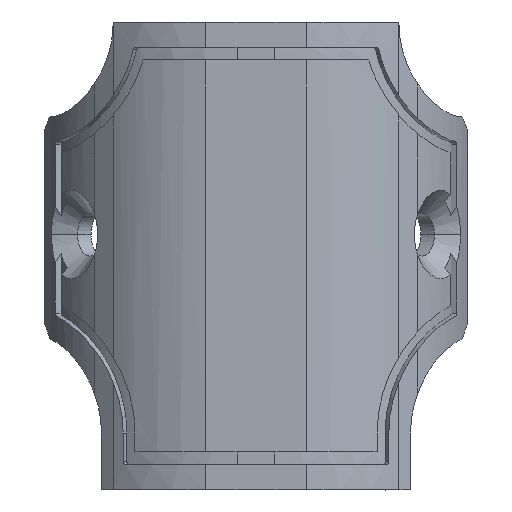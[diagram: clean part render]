
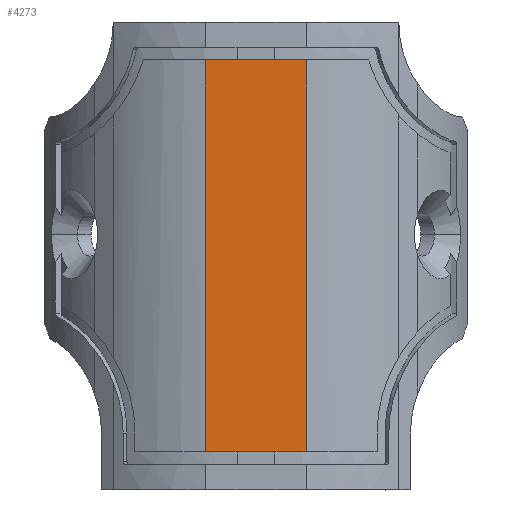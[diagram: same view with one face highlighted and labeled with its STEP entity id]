
A CAD part, top view. The second image highlights one B-rep face of the part: STEP entity #4273.
In plain terms, the highlighted planar face has unit normal (0, 0, 1).
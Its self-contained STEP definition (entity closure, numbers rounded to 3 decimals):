
#50 = CARTESIAN_POINT ( 'NONE',  ( -1.5, 15.5, 2.803 ) ) ;
#119 = CARTESIAN_POINT ( 'NONE',  ( 1.5, 15.5, 2.803 ) ) ;
#158 = EDGE_CURVE ( 'NONE', #4866, #823, #2153, .T. ) ;
#169 = CARTESIAN_POINT ( 'NONE',  ( -8.49, 15.5, 2.803 ) ) ;
#222 = FACE_OUTER_BOUND ( 'NONE', #2859, .T. ) ;
#272 = VECTOR ( 'NONE', #4912, 1000. ) ;
#295 = DIRECTION ( 'NONE',  ( -1., 0., 0. ) ) ;
#341 = VECTOR ( 'NONE', #2103, 1000. ) ;
#359 = EDGE_CURVE ( 'NONE', #4866, #2988, #3789, .T. ) ;
#434 = CARTESIAN_POINT ( 'NONE',  ( -4., -15.5, 2.803 ) ) ;
#495 = CARTESIAN_POINT ( 'NONE',  ( -9.168, -15.5, 2.803 ) ) ;
#608 = LINE ( 'NONE', #1876, #4225 ) ;
#699 = VERTEX_POINT ( 'NONE', #2704 ) ;
#731 = VERTEX_POINT ( 'NONE', #434 ) ;
#783 = LINE ( 'NONE', #4491, #4128 ) ;
#823 = VERTEX_POINT ( 'NONE', #2621 ) ;
#825 = DIRECTION ( 'NONE',  ( -1., 0., 0. ) ) ;
#957 = CARTESIAN_POINT ( 'NONE',  ( 1.5, -15.5, 2.803 ) ) ;
#1062 = CARTESIAN_POINT ( 'NONE',  ( -4., -18.508, 2.803 ) ) ;
#1146 = DIRECTION ( 'NONE',  ( -1., 0., 0. ) ) ;
#1298 = EDGE_CURVE ( 'NONE', #1695, #823, #783, .T. ) ;
#1382 = LINE ( 'NONE', #1062, #2778 ) ;
#1544 = CARTESIAN_POINT ( 'NONE',  ( 4., -15.5, 2.803 ) ) ;
#1658 = CARTESIAN_POINT ( 'NONE',  ( 1.5, 15.5, 2.803 ) ) ;
#1695 = VERTEX_POINT ( 'NONE', #1544 ) ;
#1775 = DIRECTION ( 'NONE',  ( -1., 0., 0. ) ) ;
#1876 = CARTESIAN_POINT ( 'NONE',  ( -1.5, -15.5, 2.803 ) ) ;
#1907 = DIRECTION ( 'NONE',  ( 0., 0., -1. ) ) ;
#2103 = DIRECTION ( 'NONE',  ( -1., 0., 0. ) ) ;
#2116 = VECTOR ( 'NONE', #1146, 1000. ) ;
#2153 = LINE ( 'NONE', #1658, #272 ) ;
#2289 = VECTOR ( 'NONE', #1775, 1000. ) ;
#2558 = CARTESIAN_POINT ( 'NONE',  ( -1.5, 15.5, 2.803 ) ) ;
#2621 = CARTESIAN_POINT ( 'NONE',  ( 4., 15.5, 2.803 ) ) ;
#2704 = CARTESIAN_POINT ( 'NONE',  ( -4., 15.5, 2.803 ) ) ;
#2778 = VECTOR ( 'NONE', #4237, 1000. ) ;
#2806 = EDGE_CURVE ( 'NONE', #731, #699, #1382, .T. ) ;
#2856 = LINE ( 'NONE', #4762, #2116 ) ;
#2859 = EDGE_LOOP ( 'NONE', ( #4048, #3965, #4725, #5162, #4989, #4548, #5182, #4692 ) ) ;
#2987 = EDGE_CURVE ( 'NONE', #3983, #5017, #3772, .T. ) ;
#2988 = VERTEX_POINT ( 'NONE', #2558 ) ;
#3009 = EDGE_CURVE ( 'NONE', #2988, #699, #4910, .T. ) ;
#3297 = DIRECTION ( 'NONE',  ( 1., 0., 0. ) ) ;
#3472 = EDGE_CURVE ( 'NONE', #3983, #731, #608, .T. ) ;
#3486 = PLANE ( 'NONE',  #3548 ) ;
#3548 = AXIS2_PLACEMENT_3D ( 'NONE', #5097, #1907, #825 ) ;
#3772 = LINE ( 'NONE', #495, #4732 ) ;
#3789 = LINE ( 'NONE', #169, #2289 ) ;
#3965 = ORIENTED_EDGE ( 'NONE', *, *, #3009, .T. ) ;
#3983 = VERTEX_POINT ( 'NONE', #4726 ) ;
#4002 = DIRECTION ( 'NONE',  ( 0., 1., 0. ) ) ;
#4048 = ORIENTED_EDGE ( 'NONE', *, *, #359, .T. ) ;
#4128 = VECTOR ( 'NONE', #4002, 1000. ) ;
#4225 = VECTOR ( 'NONE', #295, 1000. ) ;
#4237 = DIRECTION ( 'NONE',  ( 0., 1., 0. ) ) ;
#4273 = ADVANCED_FACE ( 'NONE', ( #222 ), #3486, .F. ) ;
#4491 = CARTESIAN_POINT ( 'NONE',  ( 4., -18.508, 2.803 ) ) ;
#4548 = ORIENTED_EDGE ( 'NONE', *, *, #4599, .F. ) ;
#4599 = EDGE_CURVE ( 'NONE', #1695, #5017, #2856, .T. ) ;
#4692 = ORIENTED_EDGE ( 'NONE', *, *, #158, .F. ) ;
#4725 = ORIENTED_EDGE ( 'NONE', *, *, #2806, .F. ) ;
#4726 = CARTESIAN_POINT ( 'NONE',  ( -1.5, -15.5, 2.803 ) ) ;
#4732 = VECTOR ( 'NONE', #3297, 1000. ) ;
#4762 = CARTESIAN_POINT ( 'NONE',  ( 1.5, -15.5, 2.803 ) ) ;
#4866 = VERTEX_POINT ( 'NONE', #119 ) ;
#4910 = LINE ( 'NONE', #50, #341 ) ;
#4912 = DIRECTION ( 'NONE',  ( 1., 0., 0. ) ) ;
#4989 = ORIENTED_EDGE ( 'NONE', *, *, #2987, .T. ) ;
#5017 = VERTEX_POINT ( 'NONE', #957 ) ;
#5097 = CARTESIAN_POINT ( 'NONE',  ( -4., -18.508, 2.803 ) ) ;
#5162 = ORIENTED_EDGE ( 'NONE', *, *, #3472, .F. ) ;
#5182 = ORIENTED_EDGE ( 'NONE', *, *, #1298, .T. ) ;
